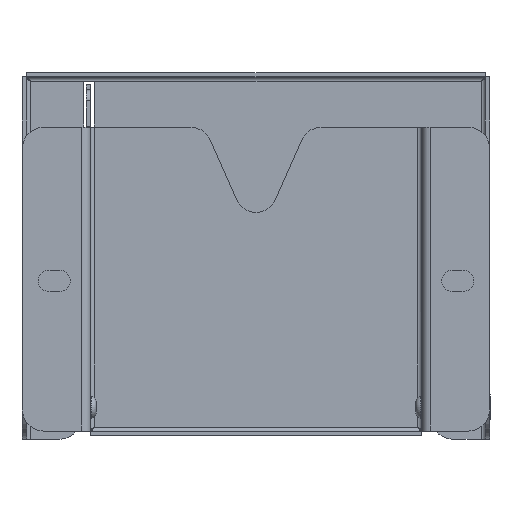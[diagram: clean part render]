
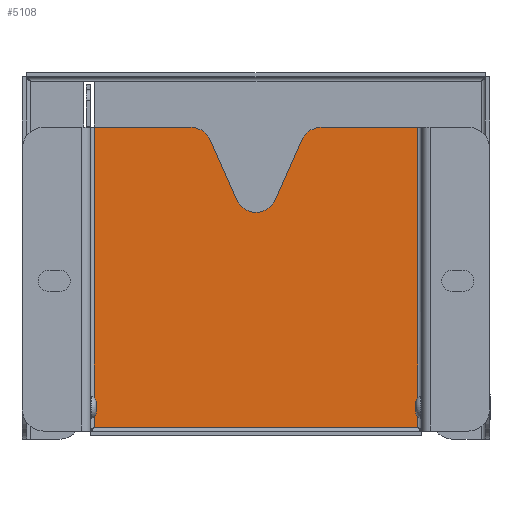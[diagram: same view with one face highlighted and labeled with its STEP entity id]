
A CAD part, top view. The second image highlights one B-rep face of the part: STEP entity #5108.
In plain terms, the highlighted planar face has unit normal (0, 0, 1).
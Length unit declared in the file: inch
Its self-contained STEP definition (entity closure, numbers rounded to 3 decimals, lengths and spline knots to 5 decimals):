
#82 = ORIENTED_EDGE ( 'NONE', *, *, #751, .F. ) ;
#135 = VECTOR ( 'NONE', #5681, 39.37008 ) ;
#157 = VERTEX_POINT ( 'NONE', #682 ) ;
#187 = CARTESIAN_POINT ( 'NONE',  ( -0.76574, 1.5625, 0.048 ) ) ;
#223 = DIRECTION ( 'NONE',  ( 0.402, 0.916, 0. ) ) ;
#243 = DIRECTION ( 'NONE',  ( -1., 0., 0. ) ) ;
#276 = CARTESIAN_POINT ( 'NONE',  ( -0.4157, 1.38723, 0.048 ) ) ;
#328 = CIRCLE ( 'NONE', #5269, 0.25 ) ;
#388 = CARTESIAN_POINT ( 'NONE',  ( 1.904, -1.7165, 0.048 ) ) ;
#525 = LINE ( 'NONE', #1465, #4529 ) ;
#626 = ORIENTED_EDGE ( 'NONE', *, *, #1067, .F. ) ;
#665 = DIRECTION ( 'NONE',  ( -1., 0., 0. ) ) ;
#682 = CARTESIAN_POINT ( 'NONE',  ( 1.904, 1.8125, 0.048 ) ) ;
#699 = DIRECTION ( 'NONE',  ( 0., 0., -1. ) ) ;
#739 = VECTOR ( 'NONE', #2877, 39.37008 ) ;
#751 = EDGE_CURVE ( 'NONE', #3125, #4784, #3708, .T. ) ;
#840 = CARTESIAN_POINT ( 'NONE',  ( 0.22889, 0.96196, 0.048 ) ) ;
#844 = PLANE ( 'NONE',  #4790 ) ;
#881 = DIRECTION ( 'NONE',  ( -1., 0., 0. ) ) ;
#1067 = EDGE_CURVE ( 'NONE', #4784, #1906, #6313, .T. ) ;
#1139 = LINE ( 'NONE', #3007, #4484 ) ;
#1166 = CARTESIAN_POINT ( 'NONE',  ( -1.904, 1.8125, 0.048 ) ) ;
#1218 = AXIS2_PLACEMENT_3D ( 'NONE', #187, #6074, #665 ) ;
#1273 = LINE ( 'NONE', #4650, #2128 ) ;
#1322 = EDGE_CURVE ( 'NONE', #1938, #6256, #1139, .T. ) ;
#1396 = LINE ( 'NONE', #5197, #739 ) ;
#1407 = ORIENTED_EDGE ( 'NONE', *, *, #2818, .T. ) ;
#1465 = CARTESIAN_POINT ( 'NONE',  ( 0., -1.7165, 0.048 ) ) ;
#1520 = CARTESIAN_POINT ( 'NONE',  ( 0., 1.0625, 0.048 ) ) ;
#1620 = CARTESIAN_POINT ( 'NONE',  ( 1.904, 0., 0.048 ) ) ;
#1810 = EDGE_CURVE ( 'NONE', #2428, #1938, #1273, .T. ) ;
#1892 = AXIS2_PLACEMENT_3D ( 'NONE', #5595, #699, #881 ) ;
#1906 = VERTEX_POINT ( 'NONE', #5514 ) ;
#1938 = VERTEX_POINT ( 'NONE', #1166 ) ;
#2004 = DIRECTION ( 'NONE',  ( 0., 0., -1. ) ) ;
#2077 = CARTESIAN_POINT ( 'NONE',  ( -0.22889, 0.96196, 0.048 ) ) ;
#2128 = VECTOR ( 'NONE', #243, 39.37008 ) ;
#2144 = VERTEX_POINT ( 'NONE', #388 ) ;
#2248 = CARTESIAN_POINT ( 'NONE',  ( -0.76574, 1.8125, 0.048 ) ) ;
#2428 = VERTEX_POINT ( 'NONE', #2248 ) ;
#2572 = VERTEX_POINT ( 'NONE', #2077 ) ;
#2664 = EDGE_CURVE ( 'NONE', #5045, #2572, #5745, .T. ) ;
#2746 = FACE_OUTER_BOUND ( 'NONE', #3862, .T. ) ;
#2818 = EDGE_CURVE ( 'NONE', #6256, #2144, #525, .T. ) ;
#2844 = CARTESIAN_POINT ( 'NONE',  ( -1.904, -1.7165, 0.048 ) ) ;
#2876 = CARTESIAN_POINT ( 'NONE',  ( -0.53685, 1.66304, 0.048 ) ) ;
#2877 = DIRECTION ( 'NONE',  ( -1., 0., 0. ) ) ;
#3007 = CARTESIAN_POINT ( 'NONE',  ( -1.904, 0., 0.048 ) ) ;
#3086 = ORIENTED_EDGE ( 'NONE', *, *, #3984, .T. ) ;
#3125 = VERTEX_POINT ( 'NONE', #840 ) ;
#3138 = LINE ( 'NONE', #1620, #5699 ) ;
#3152 = CARTESIAN_POINT ( 'NONE',  ( 0.53685, 1.66304, 0.048 ) ) ;
#3218 = ORIENTED_EDGE ( 'NONE', *, *, #6353, .T. ) ;
#3269 = DIRECTION ( 'NONE',  ( 0., 0., 1. ) ) ;
#3708 = LINE ( 'NONE', #5211, #4098 ) ;
#3862 = EDGE_LOOP ( 'NONE', ( #5656, #6299, #5941, #3959, #1407, #3086, #5331, #626, #82, #3218 ) ) ;
#3887 = DIRECTION ( 'NONE',  ( 1., 0., 0. ) ) ;
#3959 = ORIENTED_EDGE ( 'NONE', *, *, #1322, .T. ) ;
#3969 = DIRECTION ( 'NONE',  ( -1., 0., 0. ) ) ;
#3984 = EDGE_CURVE ( 'NONE', #2144, #157, #3138, .T. ) ;
#3996 = CIRCLE ( 'NONE', #1218, 0.25 ) ;
#4098 = VECTOR ( 'NONE', #223, 39.37008 ) ;
#4484 = VECTOR ( 'NONE', #6030, 39.37008 ) ;
#4529 = VECTOR ( 'NONE', #3887, 39.37008 ) ;
#4650 = CARTESIAN_POINT ( 'NONE',  ( 0., 1.8125, 0.048 ) ) ;
#4714 = CARTESIAN_POINT ( 'NONE',  ( 0., 0., 0.048 ) ) ;
#4750 = EDGE_CURVE ( 'NONE', #2428, #5045, #3996, .T. ) ;
#4784 = VERTEX_POINT ( 'NONE', #3152 ) ;
#4790 = AXIS2_PLACEMENT_3D ( 'NONE', #4714, #3269, #6224 ) ;
#5045 = VERTEX_POINT ( 'NONE', #2876 ) ;
#5095 = DIRECTION ( 'NONE',  ( 0., 1., 0. ) ) ;
#5108 = ADVANCED_FACE ( 'NONE', ( #2746 ), #844, .T. ) ;
#5197 = CARTESIAN_POINT ( 'NONE',  ( 0., 1.8125, 0.048 ) ) ;
#5211 = CARTESIAN_POINT ( 'NONE',  ( 0.4157, 1.38723, 0.048 ) ) ;
#5269 = AXIS2_PLACEMENT_3D ( 'NONE', #1520, #2004, #3969 ) ;
#5331 = ORIENTED_EDGE ( 'NONE', *, *, #6173, .T. ) ;
#5514 = CARTESIAN_POINT ( 'NONE',  ( 0.76574, 1.8125, 0.048 ) ) ;
#5595 = CARTESIAN_POINT ( 'NONE',  ( 0.76574, 1.5625, 0.048 ) ) ;
#5656 = ORIENTED_EDGE ( 'NONE', *, *, #2664, .F. ) ;
#5681 = DIRECTION ( 'NONE',  ( 0.402, -0.916, 0. ) ) ;
#5699 = VECTOR ( 'NONE', #5095, 39.37008 ) ;
#5745 = LINE ( 'NONE', #276, #135 ) ;
#5941 = ORIENTED_EDGE ( 'NONE', *, *, #1810, .T. ) ;
#6030 = DIRECTION ( 'NONE',  ( 0., -1., 0. ) ) ;
#6074 = DIRECTION ( 'NONE',  ( 0., 0., -1. ) ) ;
#6173 = EDGE_CURVE ( 'NONE', #157, #1906, #1396, .T. ) ;
#6224 = DIRECTION ( 'NONE',  ( 1., 0., 0. ) ) ;
#6256 = VERTEX_POINT ( 'NONE', #2844 ) ;
#6299 = ORIENTED_EDGE ( 'NONE', *, *, #4750, .F. ) ;
#6313 = CIRCLE ( 'NONE', #1892, 0.25 ) ;
#6353 = EDGE_CURVE ( 'NONE', #3125, #2572, #328, .T. ) ;
